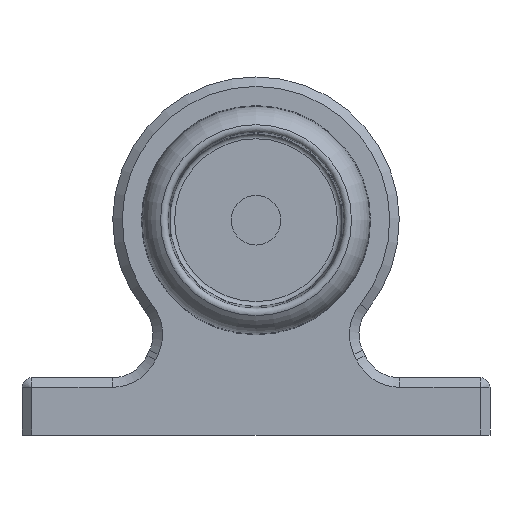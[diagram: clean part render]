
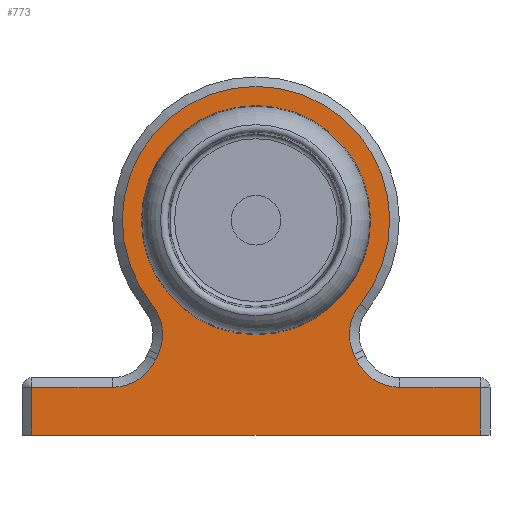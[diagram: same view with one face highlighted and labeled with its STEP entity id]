
A CAD part, front view. The second image highlights one B-rep face of the part: STEP entity #773.
In plain terms, the highlighted planar face has unit normal (0, -1, 0).
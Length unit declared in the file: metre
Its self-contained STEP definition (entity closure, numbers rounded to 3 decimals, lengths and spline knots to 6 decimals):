
#45=LINE('',#1217,#113);
#69=LINE('',#1279,#137);
#70=LINE('',#1282,#138);
#71=LINE('',#1283,#139);
#72=LINE('',#1285,#140);
#73=LINE('',#1289,#141);
#74=LINE('',#1297,#142);
#113=VECTOR('',#957,1.);
#137=VECTOR('',#1003,1.);
#138=VECTOR('',#1004,1.);
#139=VECTOR('',#1005,1.);
#140=VECTOR('',#1006,1.);
#141=VECTOR('',#1009,1.);
#142=VECTOR('',#1016,1.);
#177=PLANE('',#851);
#242=ORIENTED_EDGE('',*,*,#451,.T.);
#243=ORIENTED_EDGE('',*,*,#452,.T.);
#244=ORIENTED_EDGE('',*,*,#421,.T.);
#245=ORIENTED_EDGE('',*,*,#453,.T.);
#246=ORIENTED_EDGE('',*,*,#454,.T.);
#247=ORIENTED_EDGE('',*,*,#455,.T.);
#248=ORIENTED_EDGE('',*,*,#456,.T.);
#249=ORIENTED_EDGE('',*,*,#457,.T.);
#250=ORIENTED_EDGE('',*,*,#458,.T.);
#251=ORIENTED_EDGE('',*,*,#459,.T.);
#252=ORIENTED_EDGE('',*,*,#460,.T.);
#253=ORIENTED_EDGE('',*,*,#461,.T.);
#254=ORIENTED_EDGE('',*,*,#462,.F.);
#421=EDGE_CURVE('',#527,#528,#45,.T.);
#451=EDGE_CURVE('',#554,#555,#69,.T.);
#452=EDGE_CURVE('',#555,#527,#70,.T.);
#453=EDGE_CURVE('',#528,#556,#71,.T.);
#454=EDGE_CURVE('',#556,#557,#72,.T.);
#455=EDGE_CURVE('',#557,#558,#587,.F.);
#456=EDGE_CURVE('',#558,#559,#73,.T.);
#457=EDGE_CURVE('',#559,#560,#588,.F.);
#458=EDGE_CURVE('',#560,#561,#589,.T.);
#459=EDGE_CURVE('',#561,#562,#590,.F.);
#460=EDGE_CURVE('',#562,#563,#74,.T.);
#461=EDGE_CURVE('',#563,#554,#591,.F.);
#462=EDGE_CURVE('',#564,#564,#592,.T.);
#527=VERTEX_POINT('',#1218);
#528=VERTEX_POINT('',#1219);
#554=VERTEX_POINT('',#1280);
#555=VERTEX_POINT('',#1281);
#556=VERTEX_POINT('',#1284);
#557=VERTEX_POINT('',#1286);
#558=VERTEX_POINT('',#1288);
#559=VERTEX_POINT('',#1290);
#560=VERTEX_POINT('',#1292);
#561=VERTEX_POINT('',#1294);
#562=VERTEX_POINT('',#1296);
#563=VERTEX_POINT('',#1298);
#564=VERTEX_POINT('',#1301);
#587=CIRCLE('',#852,0.01);
#588=CIRCLE('',#853,0.01);
#589=CIRCLE('',#854,0.028);
#590=CIRCLE('',#855,0.01);
#591=CIRCLE('',#856,0.01);
#592=CIRCLE('',#857,0.024);
#628=EDGE_LOOP('',(#242,#243,#244,#245,#246,#247,#248,#249,#250,#251,#252,
#253));
#629=EDGE_LOOP('',(#254));
#698=FACE_BOUND('',#628,.T.);
#699=FACE_BOUND('',#629,.T.);
#773=ADVANCED_FACE('',(#698,#699),#177,.T.);
#851=AXIS2_PLACEMENT_3D('',#1278,#1001,#1002);
#852=AXIS2_PLACEMENT_3D('',#1287,#1007,#1008);
#853=AXIS2_PLACEMENT_3D('',#1291,#1010,#1011);
#854=AXIS2_PLACEMENT_3D('',#1293,#1012,#1013);
#855=AXIS2_PLACEMENT_3D('',#1295,#1014,#1015);
#856=AXIS2_PLACEMENT_3D('',#1299,#1017,#1018);
#857=AXIS2_PLACEMENT_3D('',#1300,#1019,#1020);
#957=DIRECTION('',(1.,0.,0.));
#1001=DIRECTION('',(0.,-1.,0.));
#1002=DIRECTION('',(1.,0.,0.));
#1003=DIRECTION('',(-1.,0.,0.));
#1004=DIRECTION('',(0.,0.,-1.));
#1005=DIRECTION('',(0.,0.,1.));
#1006=DIRECTION('',(-1.,0.,0.));
#1007=DIRECTION('',(0.,-1.,0.));
#1008=DIRECTION('',(0.,0.,-1.));
#1009=DIRECTION('',(-0.424,0.,0.906));
#1010=DIRECTION('',(0.,-1.,0.));
#1011=DIRECTION('',(0.,0.,-1.));
#1012=DIRECTION('',(0.,-1.,0.));
#1013=DIRECTION('',(0.,0.,-1.));
#1014=DIRECTION('',(0.,-1.,0.));
#1015=DIRECTION('',(0.,0.,-1.));
#1016=DIRECTION('',(-0.424,0.,-0.906));
#1017=DIRECTION('',(0.,-1.,0.));
#1018=DIRECTION('',(0.,0.,-1.));
#1019=DIRECTION('',(0.,-1.,0.));
#1020=DIRECTION('',(0.,0.,-1.));
#1217=CARTESIAN_POINT('',(-0.0245,0.001,-0.045));
#1218=CARTESIAN_POINT('',(-0.047,0.001,-0.045));
#1219=CARTESIAN_POINT('',(0.047,0.001,-0.045));
#1278=CARTESIAN_POINT('',(0.,0.001,-0.0075));
#1279=CARTESIAN_POINT('',(-0.047,0.001,-0.035));
#1280=CARTESIAN_POINT('',(-0.030086,0.001,-0.035));
#1281=CARTESIAN_POINT('',(-0.047,0.001,-0.035));
#1282=CARTESIAN_POINT('',(-0.047,0.001,-0.0075));
#1283=CARTESIAN_POINT('',(0.047,0.001,-0.035));
#1284=CARTESIAN_POINT('',(0.047,0.001,-0.035));
#1285=CARTESIAN_POINT('',(0.,0.001,-0.035));
#1286=CARTESIAN_POINT('',(0.030086,0.001,-0.035));
#1287=CARTESIAN_POINT('',(0.030086,0.001,-0.025));
#1288=CARTESIAN_POINT('',(0.021031,0.001,-0.029243));
#1289=CARTESIAN_POINT('',(0.008892,0.001,-0.003334));
#1290=CARTESIAN_POINT('',(0.020505,0.001,-0.028121));
#1291=CARTESIAN_POINT('',(0.029561,0.001,-0.023878));
#1292=CARTESIAN_POINT('',(0.021782,0.001,-0.017594));
#1293=CARTESIAN_POINT('',(0.,0.001,0.));
#1294=CARTESIAN_POINT('',(-0.021782,0.001,-0.017594));
#1295=CARTESIAN_POINT('',(-0.029561,0.001,-0.023878));
#1296=CARTESIAN_POINT('',(-0.020505,0.001,-0.028121));
#1297=CARTESIAN_POINT('',(-0.021031,0.001,-0.029243));
#1298=CARTESIAN_POINT('',(-0.021031,0.001,-0.029243));
#1299=CARTESIAN_POINT('',(-0.030086,0.001,-0.025));
#1300=CARTESIAN_POINT('',(0.,0.001,0.));
#1301=CARTESIAN_POINT('',(0.,0.001,-0.024));
